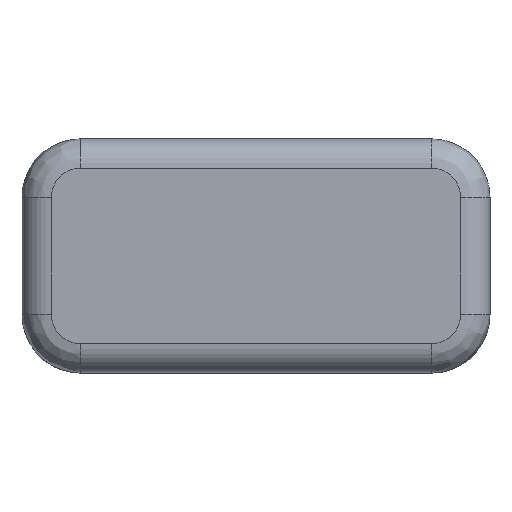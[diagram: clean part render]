
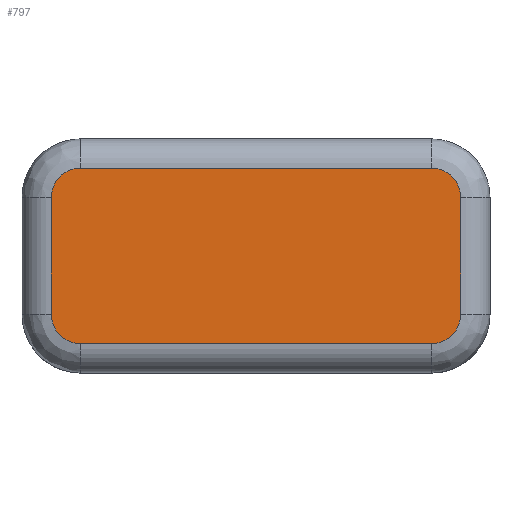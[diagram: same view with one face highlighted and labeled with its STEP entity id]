
A CAD part, top view. The second image highlights one B-rep face of the part: STEP entity #797.
In plain terms, the highlighted planar face has unit normal (0, 0, 1).
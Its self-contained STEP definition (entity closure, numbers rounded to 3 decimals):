
#31=PLANE('',#878);
#70=FACE_OUTER_BOUND('',#119,.T.);
#119=EDGE_LOOP('',(#610,#611,#612,#613,#614,#615,#616,#617));
#144=CIRCLE('',#853,1.);
#150=CIRCLE('',#860,1.);
#154=CIRCLE('',#865,1.);
#158=CIRCLE('',#870,1.);
#228=LINE('',#1610,#271);
#230=LINE('',#1630,#273);
#232=LINE('',#1650,#275);
#233=LINE('',#1666,#276);
#271=VECTOR('',#978,10.);
#273=VECTOR('',#990,10.);
#275=VECTOR('',#1002,10.);
#276=VECTOR('',#1011,10.);
#336=VERTEX_POINT('',#1598);
#337=VERTEX_POINT('',#1600);
#339=VERTEX_POINT('',#1606);
#341=VERTEX_POINT('',#1620);
#343=VERTEX_POINT('',#1626);
#345=VERTEX_POINT('',#1640);
#347=VERTEX_POINT('',#1646);
#349=VERTEX_POINT('',#1660);
#426=EDGE_CURVE('',#336,#337,#144,.T.);
#431=EDGE_CURVE('',#337,#339,#228,.T.);
#434=EDGE_CURVE('',#339,#341,#150,.T.);
#437=EDGE_CURVE('',#341,#343,#230,.T.);
#440=EDGE_CURVE('',#343,#345,#154,.T.);
#443=EDGE_CURVE('',#345,#347,#232,.T.);
#446=EDGE_CURVE('',#347,#349,#158,.T.);
#447=EDGE_CURVE('',#349,#336,#233,.T.);
#610=ORIENTED_EDGE('',*,*,#426,.F.);
#611=ORIENTED_EDGE('',*,*,#447,.F.);
#612=ORIENTED_EDGE('',*,*,#446,.F.);
#613=ORIENTED_EDGE('',*,*,#443,.F.);
#614=ORIENTED_EDGE('',*,*,#440,.F.);
#615=ORIENTED_EDGE('',*,*,#437,.F.);
#616=ORIENTED_EDGE('',*,*,#434,.F.);
#617=ORIENTED_EDGE('',*,*,#431,.F.);
#797=ADVANCED_FACE('',(#70),#31,.T.);
#853=AXIS2_PLACEMENT_3D('',#1601,#967,#968);
#860=AXIS2_PLACEMENT_3D('',#1624,#983,#984);
#865=AXIS2_PLACEMENT_3D('',#1644,#995,#996);
#870=AXIS2_PLACEMENT_3D('',#1664,#1007,#1008);
#878=AXIS2_PLACEMENT_3D('',#1686,#1032,#1033);
#967=DIRECTION('center_axis',(0.,0.,-1.));
#968=DIRECTION('ref_axis',(0.707,-0.707,0.));
#978=DIRECTION('',(-1.,0.,0.));
#983=DIRECTION('center_axis',(0.,0.,-1.));
#984=DIRECTION('ref_axis',(-0.707,-0.707,0.));
#990=DIRECTION('',(0.,1.,0.));
#995=DIRECTION('center_axis',(0.,0.,-1.));
#996=DIRECTION('ref_axis',(-0.707,0.707,0.));
#1002=DIRECTION('',(1.,0.,0.));
#1007=DIRECTION('center_axis',(0.,0.,-1.));
#1008=DIRECTION('ref_axis',(0.707,0.707,0.));
#1011=DIRECTION('',(0.,-1.,0.));
#1032=DIRECTION('center_axis',(0.,0.,1.));
#1033=DIRECTION('ref_axis',(1.,0.,0.));
#1598=CARTESIAN_POINT('',(7.,-2.,16.));
#1600=CARTESIAN_POINT('',(6.,-3.,16.));
#1601=CARTESIAN_POINT('Origin',(6.,-2.,16.));
#1606=CARTESIAN_POINT('',(-6.,-3.,16.));
#1610=CARTESIAN_POINT('',(-4.,-3.,16.));
#1620=CARTESIAN_POINT('',(-7.,-2.,16.));
#1624=CARTESIAN_POINT('Origin',(-6.,-2.,16.));
#1626=CARTESIAN_POINT('',(-7.,2.,16.));
#1630=CARTESIAN_POINT('',(-7.,2.,16.));
#1640=CARTESIAN_POINT('',(-6.,3.,16.));
#1644=CARTESIAN_POINT('Origin',(-6.,2.,16.));
#1646=CARTESIAN_POINT('',(6.,3.,16.));
#1650=CARTESIAN_POINT('',(4.,3.,16.));
#1660=CARTESIAN_POINT('',(7.,2.,16.));
#1664=CARTESIAN_POINT('Origin',(6.,2.,16.));
#1666=CARTESIAN_POINT('',(7.,-2.,16.));
#1686=CARTESIAN_POINT('Origin',(0.,0.,16.));
